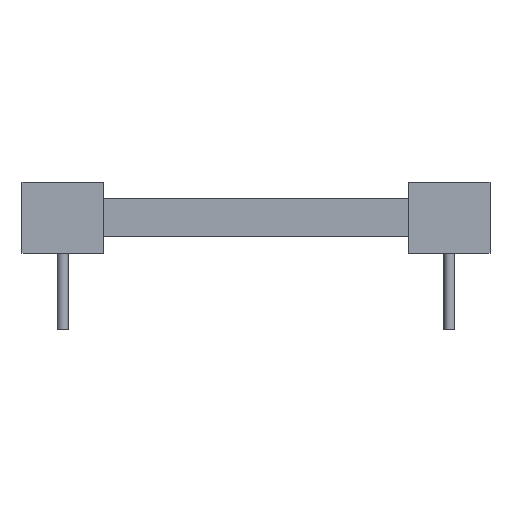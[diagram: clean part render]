
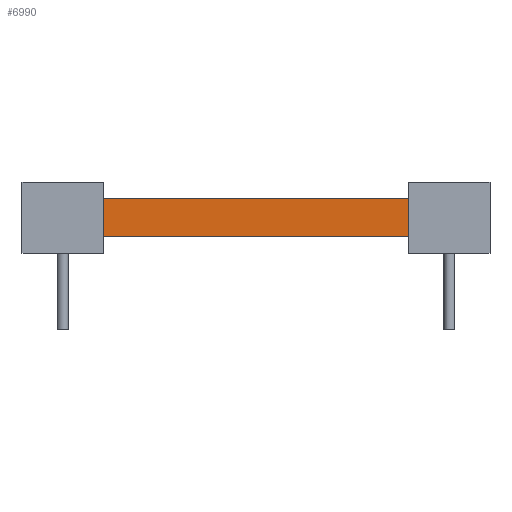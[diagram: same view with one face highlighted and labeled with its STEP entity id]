
A CAD part, front view. The second image highlights one B-rep face of the part: STEP entity #6990.
In plain terms, the highlighted planar face has unit normal (0, -1, 0).
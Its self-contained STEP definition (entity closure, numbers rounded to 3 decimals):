
#6137 = VERTEX_POINT('',#6138);
#6138 = CARTESIAN_POINT('',(13.64,-44.45,0.65));
#6188 = VERTEX_POINT('',#6189);
#6189 = CARTESIAN_POINT('',(13.64,-44.45,2.15));
#6376 = VERTEX_POINT('',#6377);
#6377 = CARTESIAN_POINT('',(1.6,-44.45,0.65));
#6405 = VERTEX_POINT('',#6406);
#6406 = CARTESIAN_POINT('',(1.6,-44.45,2.15));
#6599 = EDGE_CURVE('',#6137,#6188,#6600,.T.);
#6600 = LINE('',#6601,#6602);
#6601 = CARTESIAN_POINT('',(13.64,-44.45,0.65));
#6602 = VECTOR('',#6603,1.);
#6603 = DIRECTION('',(0.,0.,1.));
#6629 = EDGE_CURVE('',#6376,#6137,#6630,.T.);
#6630 = LINE('',#6631,#6632);
#6631 = CARTESIAN_POINT('',(1.6,-44.45,0.65));
#6632 = VECTOR('',#6633,1.);
#6633 = DIRECTION('',(1.,0.,0.));
#6674 = EDGE_CURVE('',#6405,#6188,#6675,.T.);
#6675 = LINE('',#6676,#6677);
#6676 = CARTESIAN_POINT('',(1.6,-44.45,2.15));
#6677 = VECTOR('',#6678,1.);
#6678 = DIRECTION('',(1.,0.,0.));
#6826 = EDGE_CURVE('',#6376,#6405,#6827,.T.);
#6827 = LINE('',#6828,#6829);
#6828 = CARTESIAN_POINT('',(1.6,-44.45,0.65));
#6829 = VECTOR('',#6830,1.);
#6830 = DIRECTION('',(0.,0.,1.));
#6990 = ADVANCED_FACE('',(#6991),#6997,.F.);
#6991 = FACE_BOUND('',#6992,.F.);
#6992 = EDGE_LOOP('',(#6993,#6994,#6995,#6996));
#6993 = ORIENTED_EDGE('',*,*,#6629,.F.);
#6994 = ORIENTED_EDGE('',*,*,#6826,.T.);
#6995 = ORIENTED_EDGE('',*,*,#6674,.T.);
#6996 = ORIENTED_EDGE('',*,*,#6599,.F.);
#6997 = PLANE('',#6998);
#6998 = AXIS2_PLACEMENT_3D('',#6999,#7000,#7001);
#6999 = CARTESIAN_POINT('',(1.6,-44.45,0.65));
#7000 = DIRECTION('',(0.,1.,0.));
#7001 = DIRECTION('',(0.,0.,1.));
